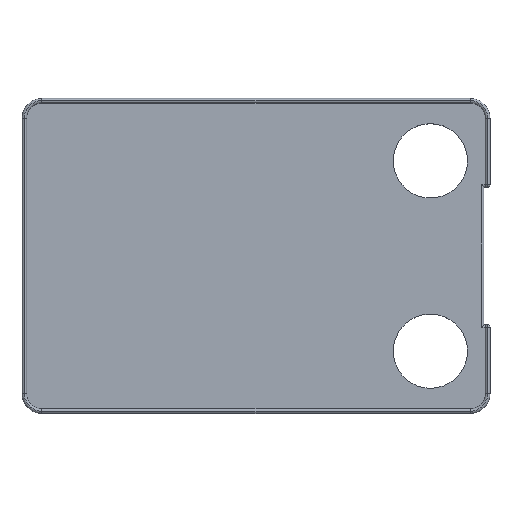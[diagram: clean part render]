
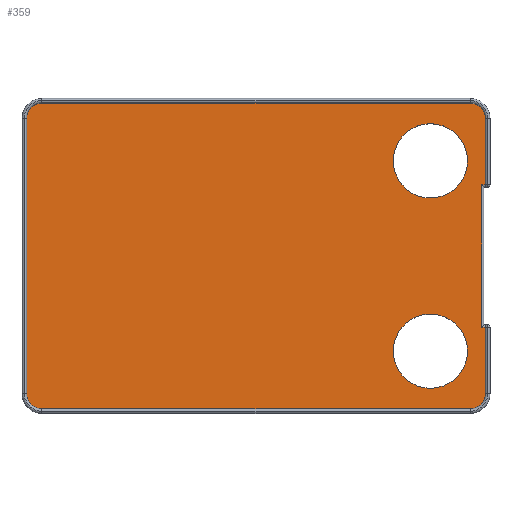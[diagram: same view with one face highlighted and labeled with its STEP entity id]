
A CAD part, top view. The second image highlights one B-rep face of the part: STEP entity #359.
In plain terms, the highlighted planar face has unit normal (0, 0.009, 1).
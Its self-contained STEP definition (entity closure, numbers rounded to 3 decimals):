
#23 = EDGE_CURVE ( 'NONE', #1880, #388, #1388, .T. ) ;
#52 = CARTESIAN_POINT ( 'NONE',  ( -140., 99.996, -0.873 ) ) ;
#54 = VERTEX_POINT ( 'NONE', #196 ) ;
#56 = CARTESIAN_POINT ( 'NONE',  ( 114., -86.507, 0.755 ) ) ;
#84 = CARTESIAN_POINT ( 'NONE',  ( 150., 89.997, -0.785 ) ) ;
#95 = VERTEX_POINT ( 'NONE', #959 ) ;
#98 = ORIENTED_EDGE ( 'NONE', *, *, #1467, .F. ) ;
#104 = DIRECTION ( 'NONE',  ( 0., -0.009, -1. ) ) ;
#110 = CARTESIAN_POINT ( 'NONE',  ( 150., -46.498, 0.406 ) ) ;
#115 = CARTESIAN_POINT ( 'NONE',  ( 114., 37.949, -0.331 ) ) ;
#143 = CARTESIAN_POINT ( 'NONE',  ( -140., -89.997, 0.785 ) ) ;
#156 = EDGE_LOOP ( 'NONE', ( #1000, #161, #1425, #314, #1136, #1800, #873, #973, #698, #1970, #622, #98 ) ) ;
#161 = ORIENTED_EDGE ( 'NONE', *, *, #1028, .T. ) ;
#176 = DIRECTION ( 'NONE',  ( 0., 1., -0.009 ) ) ;
#196 = CARTESIAN_POINT ( 'NONE',  ( -150., 89.997, -0.785 ) ) ;
#201 = DIRECTION ( 'NONE',  ( -1., 0., 0. ) ) ;
#204 = VERTEX_POINT ( 'NONE', #526 ) ;
#208 = DIRECTION ( 'NONE',  ( 0., -0.009, -1. ) ) ;
#234 = EDGE_CURVE ( 'NONE', #1501, #54, #1258, .T. ) ;
#260 = ORIENTED_EDGE ( 'NONE', *, *, #953, .T. ) ;
#278 = EDGE_CURVE ( 'NONE', #54, #1796, #882, .T. ) ;
#297 = CARTESIAN_POINT ( 'NONE',  ( 140., 89.997, -0.785 ) ) ;
#308 = DIRECTION ( 'NONE',  ( 0., 1., -0.009 ) ) ;
#314 = ORIENTED_EDGE ( 'NONE', *, *, #23, .T. ) ;
#320 = DIRECTION ( 'NONE',  ( 0., 1., -0.009 ) ) ;
#341 = LINE ( 'NONE', #1259, #617 ) ;
#354 = VERTEX_POINT ( 'NONE', #911 ) ;
#359 = ADVANCED_FACE ( 'NONE', ( #881, #452, #1182 ), #1324, .F. ) ;
#388 = VERTEX_POINT ( 'NONE', #1946 ) ;
#390 = LINE ( 'NONE', #1571, #440 ) ;
#398 = VECTOR ( 'NONE', #1159, 1000. ) ;
#403 = CARTESIAN_POINT ( 'NONE',  ( 150., 89.997, -0.785 ) ) ;
#404 = CARTESIAN_POINT ( 'NONE',  ( 140., -46.498, 0.406 ) ) ;
#440 = VECTOR ( 'NONE', #996, 1000. ) ;
#446 = EDGE_CURVE ( 'NONE', #1796, #95, #1654, .T. ) ;
#452 = FACE_BOUND ( 'NONE', #1607, .T. ) ;
#454 = AXIS2_PLACEMENT_3D ( 'NONE', #143, #645, #1516 ) ;
#456 = CIRCLE ( 'NONE', #717, 10. ) ;
#464 = VERTEX_POINT ( 'NONE', #115 ) ;
#484 = ORIENTED_EDGE ( 'NONE', *, *, #1707, .T. ) ;
#514 = DIRECTION ( 'NONE',  ( 0., -0.009, -1. ) ) ;
#515 = DIRECTION ( 'NONE',  ( 0., -1., 0.009 ) ) ;
#526 = CARTESIAN_POINT ( 'NONE',  ( 150., 89.997, -0.785 ) ) ;
#558 = CARTESIAN_POINT ( 'NONE',  ( -150., 89.997, -0.785 ) ) ;
#578 = CARTESIAN_POINT ( 'NONE',  ( 140., 99.996, -0.873 ) ) ;
#589 = ORIENTED_EDGE ( 'NONE', *, *, #1545, .T. ) ;
#617 = VECTOR ( 'NONE', #1139, 1000. ) ;
#622 = ORIENTED_EDGE ( 'NONE', *, *, #1803, .F. ) ;
#645 = DIRECTION ( 'NONE',  ( 0., -0.009, -1. ) ) ;
#671 = DIRECTION ( 'NONE',  ( 0., -1., 0.009 ) ) ;
#678 = DIRECTION ( 'NONE',  ( 0., 1., -0.009 ) ) ;
#680 = EDGE_LOOP ( 'NONE', ( #589, #484 ) ) ;
#682 = VECTOR ( 'NONE', #671, 1000. ) ;
#698 = ORIENTED_EDGE ( 'NONE', *, *, #234, .F. ) ;
#704 = DIRECTION ( 'NONE',  ( 0., -0.009, -1. ) ) ;
#715 = DIRECTION ( 'NONE',  ( 0., 1., -0.009 ) ) ;
#717 = AXIS2_PLACEMENT_3D ( 'NONE', #916, #1378, #320 ) ;
#722 = CARTESIAN_POINT ( 'NONE',  ( 140., -99.996, 0.873 ) ) ;
#789 = VECTOR ( 'NONE', #1785, 1000. ) ;
#793 = VERTEX_POINT ( 'NONE', #722 ) ;
#805 = CARTESIAN_POINT ( 'NONE',  ( 140., 46.498, -0.406 ) ) ;
#809 = CIRCLE ( 'NONE', #1373, 24.28 ) ;
#845 = VERTEX_POINT ( 'NONE', #1314 ) ;
#857 = DIRECTION ( 'NONE',  ( 0., -1., 0.009 ) ) ;
#873 = ORIENTED_EDGE ( 'NONE', *, *, #446, .F. ) ;
#881 = FACE_BOUND ( 'NONE', #680, .T. ) ;
#882 = CIRCLE ( 'NONE', #1738, 10. ) ;
#911 = CARTESIAN_POINT ( 'NONE',  ( 147.5, -46.498, 0.406 ) ) ;
#916 = CARTESIAN_POINT ( 'NONE',  ( 140., 89.997, -0.785 ) ) ;
#918 = AXIS2_PLACEMENT_3D ( 'NONE', #1822, #1521, #308 ) ;
#925 = DIRECTION ( 'NONE',  ( 0., -0.009, -1. ) ) ;
#953 = EDGE_CURVE ( 'NONE', #464, #1938, #1776, .T. ) ;
#956 = CARTESIAN_POINT ( 'NONE',  ( 114., 86.507, -0.755 ) ) ;
#959 = CARTESIAN_POINT ( 'NONE',  ( 140., 99.996, -0.873 ) ) ;
#973 = ORIENTED_EDGE ( 'NONE', *, *, #278, .F. ) ;
#996 = DIRECTION ( 'NONE',  ( 0., 1., -0.009 ) ) ;
#1000 = ORIENTED_EDGE ( 'NONE', *, *, #1430, .F. ) ;
#1028 = EDGE_CURVE ( 'NONE', #1201, #354, #1595, .T. ) ;
#1062 = VERTEX_POINT ( 'NONE', #56 ) ;
#1084 = VECTOR ( 'NONE', #1854, 1000. ) ;
#1092 = LINE ( 'NONE', #84, #1661 ) ;
#1106 = EDGE_CURVE ( 'NONE', #354, #1880, #390, .T. ) ;
#1136 = ORIENTED_EDGE ( 'NONE', *, *, #1816, .F. ) ;
#1139 = DIRECTION ( 'NONE',  ( -1., 0., 0. ) ) ;
#1152 = CIRCLE ( 'NONE', #1371, 10. ) ;
#1153 = CARTESIAN_POINT ( 'NONE',  ( -140., -99.996, 0.873 ) ) ;
#1159 = DIRECTION ( 'NONE',  ( 0., 1., -0.009 ) ) ;
#1182 = FACE_OUTER_BOUND ( 'NONE', #156, .T. ) ;
#1194 = DIRECTION ( 'NONE',  ( 0., -0.009, -1. ) ) ;
#1201 = VERTEX_POINT ( 'NONE', #110 ) ;
#1223 = VECTOR ( 'NONE', #201, 1000. ) ;
#1258 = LINE ( 'NONE', #558, #398 ) ;
#1259 = CARTESIAN_POINT ( 'NONE',  ( 140., -99.996, 0.873 ) ) ;
#1273 = CARTESIAN_POINT ( 'NONE',  ( -150., -89.997, 0.785 ) ) ;
#1306 = CIRCLE ( 'NONE', #454, 10. ) ;
#1314 = CARTESIAN_POINT ( 'NONE',  ( 150., -89.997, 0.785 ) ) ;
#1324 = PLANE ( 'NONE',  #1455 ) ;
#1336 = DIRECTION ( 'NONE',  ( 0., 1., -0.009 ) ) ;
#1371 = AXIS2_PLACEMENT_3D ( 'NONE', #1612, #704, #1764 ) ;
#1373 = AXIS2_PLACEMENT_3D ( 'NONE', #1748, #208, #678 ) ;
#1378 = DIRECTION ( 'NONE',  ( 0., -0.009, -1. ) ) ;
#1388 = LINE ( 'NONE', #805, #1084 ) ;
#1425 = ORIENTED_EDGE ( 'NONE', *, *, #1106, .T. ) ;
#1430 = EDGE_CURVE ( 'NONE', #1201, #845, #1740, .T. ) ;
#1455 = AXIS2_PLACEMENT_3D ( 'NONE', #297, #104, #1336 ) ;
#1462 = VERTEX_POINT ( 'NONE', #1153 ) ;
#1467 = EDGE_CURVE ( 'NONE', #845, #793, #1152, .T. ) ;
#1501 = VERTEX_POINT ( 'NONE', #1273 ) ;
#1505 = CARTESIAN_POINT ( 'NONE',  ( 114., -62.228, 0.543 ) ) ;
#1516 = DIRECTION ( 'NONE',  ( 0., 1., -0.009 ) ) ;
#1521 = DIRECTION ( 'NONE',  ( 0., -0.009, -1. ) ) ;
#1545 = EDGE_CURVE ( 'NONE', #1868, #1062, #1788, .T. ) ;
#1562 = AXIS2_PLACEMENT_3D ( 'NONE', #1505, #925, #176 ) ;
#1571 = CARTESIAN_POINT ( 'NONE',  ( 147.5, 89.997, -0.785 ) ) ;
#1595 = LINE ( 'NONE', #404, #1223 ) ;
#1607 = EDGE_LOOP ( 'NONE', ( #1874, #260 ) ) ;
#1612 = CARTESIAN_POINT ( 'NONE',  ( 140., -89.997, 0.785 ) ) ;
#1654 = LINE ( 'NONE', #578, #789 ) ;
#1661 = VECTOR ( 'NONE', #515, 1000. ) ;
#1693 = EDGE_CURVE ( 'NONE', #1462, #1501, #1306, .T. ) ;
#1705 = CARTESIAN_POINT ( 'NONE',  ( 114., -37.949, 0.331 ) ) ;
#1707 = EDGE_CURVE ( 'NONE', #1062, #1868, #1757, .T. ) ;
#1727 = CARTESIAN_POINT ( 'NONE',  ( 147.5, 46.498, -0.406 ) ) ;
#1738 = AXIS2_PLACEMENT_3D ( 'NONE', #1871, #514, #857 ) ;
#1740 = LINE ( 'NONE', #403, #682 ) ;
#1748 = CARTESIAN_POINT ( 'NONE',  ( 114., 62.228, -0.543 ) ) ;
#1757 = CIRCLE ( 'NONE', #1562, 24.28 ) ;
#1760 = EDGE_CURVE ( 'NONE', #95, #204, #456, .T. ) ;
#1764 = DIRECTION ( 'NONE',  ( 0., 1., -0.009 ) ) ;
#1776 = CIRCLE ( 'NONE', #918, 24.28 ) ;
#1785 = DIRECTION ( 'NONE',  ( 1., 0., 0. ) ) ;
#1788 = CIRCLE ( 'NONE', #1882, 24.28 ) ;
#1789 = CARTESIAN_POINT ( 'NONE',  ( 114., -62.228, 0.543 ) ) ;
#1796 = VERTEX_POINT ( 'NONE', #52 ) ;
#1800 = ORIENTED_EDGE ( 'NONE', *, *, #1760, .F. ) ;
#1803 = EDGE_CURVE ( 'NONE', #793, #1462, #341, .T. ) ;
#1816 = EDGE_CURVE ( 'NONE', #204, #388, #1092, .T. ) ;
#1822 = CARTESIAN_POINT ( 'NONE',  ( 114., 62.228, -0.543 ) ) ;
#1854 = DIRECTION ( 'NONE',  ( 1., 0., 0. ) ) ;
#1868 = VERTEX_POINT ( 'NONE', #1705 ) ;
#1871 = CARTESIAN_POINT ( 'NONE',  ( -140., 89.997, -0.785 ) ) ;
#1874 = ORIENTED_EDGE ( 'NONE', *, *, #1892, .T. ) ;
#1880 = VERTEX_POINT ( 'NONE', #1727 ) ;
#1882 = AXIS2_PLACEMENT_3D ( 'NONE', #1789, #1194, #715 ) ;
#1892 = EDGE_CURVE ( 'NONE', #1938, #464, #809, .T. ) ;
#1938 = VERTEX_POINT ( 'NONE', #956 ) ;
#1946 = CARTESIAN_POINT ( 'NONE',  ( 150., 46.498, -0.406 ) ) ;
#1970 = ORIENTED_EDGE ( 'NONE', *, *, #1693, .F. ) ;
